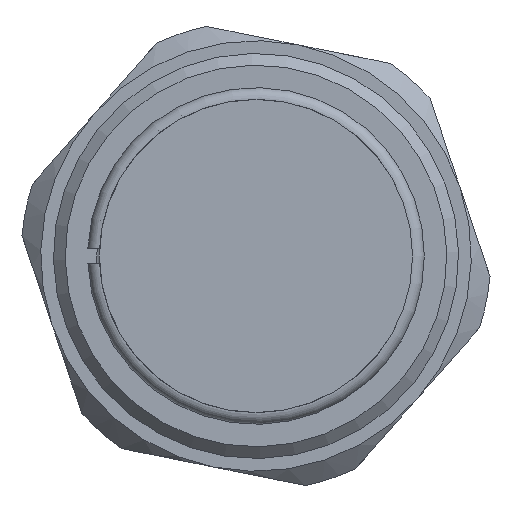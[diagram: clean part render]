
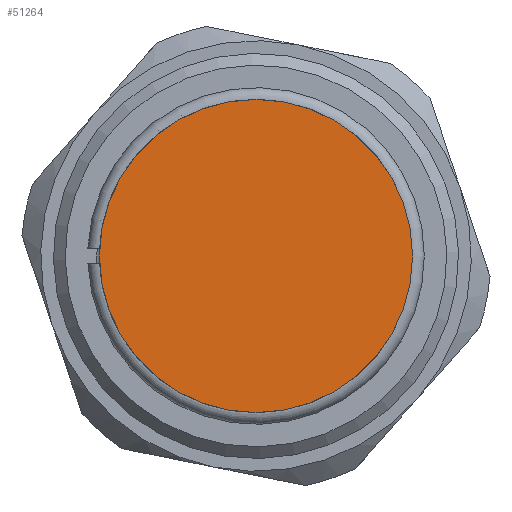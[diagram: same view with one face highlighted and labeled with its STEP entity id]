
A CAD part, left-side view. The second image highlights one B-rep face of the part: STEP entity #51264.
In plain terms, the highlighted planar face has unit normal (-1, 0, 0).
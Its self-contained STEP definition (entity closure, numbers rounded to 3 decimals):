
#51244=CARTESIAN_POINT('',(0.,4.0,0.0));
#51245=VERTEX_POINT('',#51244);
#51246=CARTESIAN_POINT('',(0.0,0.0,0.0));
#51247=DIRECTION('',(1.0,0.0,0.0));
#51248=DIRECTION('',(0.0,1.0,0.0));
#51249=AXIS2_PLACEMENT_3D('',#51246,#51247,#51248);
#51250=CIRCLE('',#51249,4.0);
#51251=EDGE_CURVE('',#51245,#51245,#51250,.T.);
#51256=CARTESIAN_POINT('',(0.,3.5,0.0));
#51257=DIRECTION('',(-1.0,0.0,0.0));
#51258=DIRECTION('',(0.0,0.0,1.0));
#51259=AXIS2_PLACEMENT_3D('',#51256,#51257,#51258);
#51260=PLANE('',#51259);
#51261=ORIENTED_EDGE('',*,*,#51251,.F.);
#51262=EDGE_LOOP('',(#51261));
#51263=FACE_OUTER_BOUND('',#51262,.T.);
#51264=ADVANCED_FACE('',(#51263),#51260,.T.);
